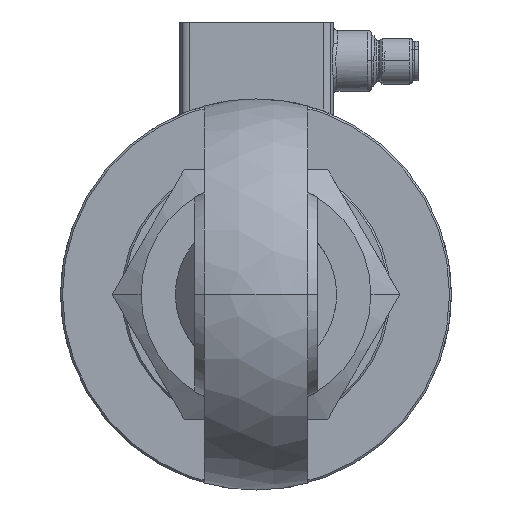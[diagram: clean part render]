
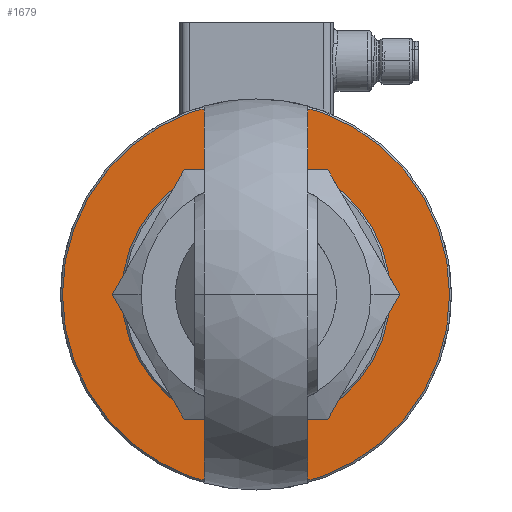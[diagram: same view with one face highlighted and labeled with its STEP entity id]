
A CAD part, front view. The second image highlights one B-rep face of the part: STEP entity #1679.
In plain terms, the highlighted planar face has unit normal (0, -1, 0).
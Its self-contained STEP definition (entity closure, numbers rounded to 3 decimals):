
#1679=ADVANCED_FACE('0:5312',(#3263,#3264),#3265,.T.);
#3263=FACE_OUTER_BOUND('',#4954,.T.);
#3264=FACE_BOUND('',#4955,.T.);
#3265=PLANE('',#4956);
#4954=EDGE_LOOP('',(#9173,#9174));
#4955=EDGE_LOOP('',(#9175,#9176));
#4956=AXIS2_PLACEMENT_3D('',#9177,#9178,#9179);
#9173=ORIENTED_EDGE('',*,*,#10375,.F.);
#9174=ORIENTED_EDGE('',*,*,#10074,.F.);
#9175=ORIENTED_EDGE('',*,*,#10947,.F.);
#9176=ORIENTED_EDGE('',*,*,#9961,.F.);
#9177=CARTESIAN_POINT('',(32.432,0.214,0.));
#9178=DIRECTION('',(0.,-1.0,0.0));
#9179=DIRECTION('',(-1.0,0.,0.0));
#9961=EDGE_CURVE('',#12029,#12031,#12032,.T.);
#10074=EDGE_CURVE('',#12192,#12195,#12196,.T.);
#10375=EDGE_CURVE('0:6023',#12195,#12192,#12614,.T.);
#10947=EDGE_CURVE('0:6032',#12031,#12029,#13307,.T.);
#12029=VERTEX_POINT('',#15213);
#12031=VERTEX_POINT('',#15216);
#12032=CIRCLE('',#15217,35.0);
#12192=VERTEX_POINT('',#15511);
#12195=VERTEX_POINT('',#15515);
#12196=CIRCLE('',#15516,50.5);
#12614=CIRCLE('',#16243,50.5);
#13307=CIRCLE('',#17288,35.0);
#15213=CARTESIAN_POINT('',(94.39,0.214,0.));
#15216=CARTESIAN_POINT('',(24.39,0.214,0.));
#15217=AXIS2_PLACEMENT_3D('',#18040,#18041,#18042);
#15511=CARTESIAN_POINT('',(8.89,0.214,0.));
#15515=CARTESIAN_POINT('',(109.89,0.214,0.));
#15516=AXIS2_PLACEMENT_3D('',#18174,#18175,#18176);
#16243=AXIS2_PLACEMENT_3D('',#18573,#18574,#18575);
#17288=AXIS2_PLACEMENT_3D('',#19134,#19135,#19136);
#18040=CARTESIAN_POINT('',(59.39,0.214,0.));
#18041=DIRECTION('',(0.,-1.0,0.0));
#18042=DIRECTION('',(1.0,0.,0.0));
#18174=CARTESIAN_POINT('',(59.39,0.214,0.));
#18175=DIRECTION('',(0.,1.0,0.0));
#18176=DIRECTION('',(-1.0,0.,0.0));
#18573=CARTESIAN_POINT('',(59.39,0.214,0.));
#18574=DIRECTION('',(0.,1.0,0.0));
#18575=DIRECTION('',(-1.0,0.,0.0));
#19134=CARTESIAN_POINT('',(59.39,0.214,0.));
#19135=DIRECTION('',(0.,-1.0,0.0));
#19136=DIRECTION('',(1.0,0.,0.0));
